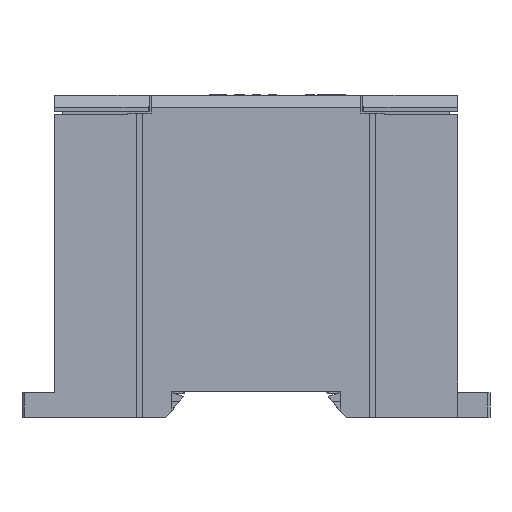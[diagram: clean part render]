
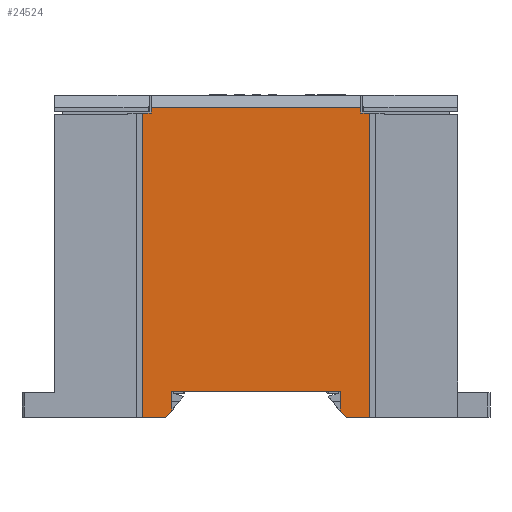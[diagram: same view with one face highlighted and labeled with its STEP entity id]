
A CAD part, left-side view. The second image highlights one B-rep face of the part: STEP entity #24524.
In plain terms, the highlighted planar face has unit normal (-1, 0, 0).
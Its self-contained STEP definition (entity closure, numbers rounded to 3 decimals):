
#48 = LINE ( 'NONE', #21113, #58869 ) ;
#293 = LINE ( 'NONE', #37564, #30092 ) ;
#508 = VERTEX_POINT ( 'NONE', #62744 ) ;
#2921 = VECTOR ( 'NONE', #25536, 1000. ) ;
#2983 = CARTESIAN_POINT ( 'NONE',  ( 0., 27.5, -79.633 ) ) ;
#3451 = DIRECTION ( 'NONE',  ( 0., 0.707, -0.707 ) ) ;
#3471 = FACE_OUTER_BOUND ( 'NONE', #35788, .T. ) ;
#4311 = ORIENTED_EDGE ( 'NONE', *, *, #55106, .T. ) ;
#6060 = VECTOR ( 'NONE', #47217, 1000. ) ;
#6197 = VERTEX_POINT ( 'NONE', #31996 ) ;
#6410 = CARTESIAN_POINT ( 'NONE',  ( 0., 78.007, -79.633 ) ) ;
#6650 = ORIENTED_EDGE ( 'NONE', *, *, #44686, .F. ) ;
#7790 = LINE ( 'NONE', #10021, #41579 ) ;
#9616 = EDGE_CURVE ( 'NONE', #40727, #39658, #59663, .T. ) ;
#10021 = CARTESIAN_POINT ( 'NONE',  ( 0., 75.807, -3. ) ) ;
#10508 = DIRECTION ( 'NONE',  ( 0., 0., 1. ) ) ;
#10590 = EDGE_CURVE ( 'NONE', #33794, #38643, #7790, .T. ) ;
#11351 = DIRECTION ( 'NONE',  ( 0., 0., -1. ) ) ;
#11963 = CARTESIAN_POINT ( 'NONE',  ( 0., 70.807, -73.263 ) ) ;
#12698 = CARTESIAN_POINT ( 'NONE',  ( 0., 72.307, -79.633 ) ) ;
#15679 = VECTOR ( 'NONE', #11351, 1000. ) ;
#16498 = LINE ( 'NONE', #36861, #6060 ) ;
#16729 = AXIS2_PLACEMENT_3D ( 'NONE', #63350, #33214, #33432 ) ;
#17547 = DIRECTION ( 'NONE',  ( 0., 0., 1. ) ) ;
#17703 = VECTOR ( 'NONE', #42307, 1000. ) ;
#19140 = CARTESIAN_POINT ( 'NONE',  ( 0., 29., -73.263 ) ) ;
#20379 = DIRECTION ( 'NONE',  ( 0., 1., 0. ) ) ;
#20748 = LINE ( 'NONE', #49521, #31146 ) ;
#20954 = VECTOR ( 'NONE', #10508, 1000. ) ;
#21113 = CARTESIAN_POINT ( 'NONE',  ( 0., 24., -4.4 ) ) ;
#23431 = VERTEX_POINT ( 'NONE', #11963 ) ;
#24062 = CARTESIAN_POINT ( 'NONE',  ( 0., 75.807, -3. ) ) ;
#24371 = CARTESIAN_POINT ( 'NONE',  ( 0., 21.8, -4.4 ) ) ;
#24524 = ADVANCED_FACE ( 'NONE', ( #3471 ), #63134, .T. ) ;
#24636 = EDGE_CURVE ( 'NONE', #39658, #23431, #41155, .T. ) ;
#24885 = ORIENTED_EDGE ( 'NONE', *, *, #47629, .F. ) ;
#25536 = DIRECTION ( 'NONE',  ( 0., 0., 1. ) ) ;
#25602 = DIRECTION ( 'NONE',  ( 0., -1., 0. ) ) ;
#26840 = CARTESIAN_POINT ( 'NONE',  ( 0., 27.5, -79.633 ) ) ;
#26886 = EDGE_CURVE ( 'NONE', #63164, #38643, #48257, .T. ) ;
#27295 = DIRECTION ( 'NONE',  ( 0., 1., 0. ) ) ;
#27503 = DIRECTION ( 'NONE',  ( 0., 1., 0. ) ) ;
#29367 = ORIENTED_EDGE ( 'NONE', *, *, #51891, .F. ) ;
#29372 = CARTESIAN_POINT ( 'NONE',  ( 0., 21.8, -79.633 ) ) ;
#29409 = ORIENTED_EDGE ( 'NONE', *, *, #66580, .F. ) ;
#29767 = LINE ( 'NONE', #6410, #17703 ) ;
#30092 = VECTOR ( 'NONE', #27503, 1000. ) ;
#30190 = ORIENTED_EDGE ( 'NONE', *, *, #26886, .F. ) ;
#30282 = LINE ( 'NONE', #29372, #2921 ) ;
#30735 = VECTOR ( 'NONE', #53937, 1000. ) ;
#31146 = VECTOR ( 'NONE', #3451, 1000. ) ;
#31996 = CARTESIAN_POINT ( 'NONE',  ( 0., 24., -4.4 ) ) ;
#32100 = VERTEX_POINT ( 'NONE', #40397 ) ;
#33214 = DIRECTION ( 'NONE',  ( -1., 0., 0. ) ) ;
#33432 = DIRECTION ( 'NONE',  ( 0., 0., 1. ) ) ;
#33794 = VERTEX_POINT ( 'NONE', #54853 ) ;
#34199 = VERTEX_POINT ( 'NONE', #24371 ) ;
#34215 = CARTESIAN_POINT ( 'NONE',  ( 0., 21.8, -79.633 ) ) ;
#35788 = EDGE_LOOP ( 'NONE', ( #50115, #53343, #30190, #24885, #29367, #45945, #29409, #64318, #57216, #36143, #6650, #52293, #4311, #66335 ) ) ;
#36143 = ORIENTED_EDGE ( 'NONE', *, *, #9616, .F. ) ;
#36861 = CARTESIAN_POINT ( 'NONE',  ( 0., 29., -78.133 ) ) ;
#37347 = CARTESIAN_POINT ( 'NONE',  ( 0., 24., -4.4 ) ) ;
#37564 = CARTESIAN_POINT ( 'NONE',  ( 0., 99.807, -79.633 ) ) ;
#37931 = VERTEX_POINT ( 'NONE', #12698 ) ;
#38643 = VERTEX_POINT ( 'NONE', #24062 ) ;
#39236 = VERTEX_POINT ( 'NONE', #34215 ) ;
#39658 = VERTEX_POINT ( 'NONE', #19140 ) ;
#40397 = CARTESIAN_POINT ( 'NONE',  ( 0., 78.007, -79.633 ) ) ;
#40727 = VERTEX_POINT ( 'NONE', #49588 ) ;
#41155 = LINE ( 'NONE', #43760, #30735 ) ;
#41579 = VECTOR ( 'NONE', #20379, 1000. ) ;
#42307 = DIRECTION ( 'NONE',  ( 0., 0., 1. ) ) ;
#42809 = VERTEX_POINT ( 'NONE', #48060 ) ;
#43384 = VECTOR ( 'NONE', #27295, 1000. ) ;
#43760 = CARTESIAN_POINT ( 'NONE',  ( 0., 70.807, -73.263 ) ) ;
#44537 = VECTOR ( 'NONE', #25602, 1000. ) ;
#44686 = EDGE_CURVE ( 'NONE', #46930, #40727, #16498, .T. ) ;
#45945 = ORIENTED_EDGE ( 'NONE', *, *, #50222, .F. ) ;
#46153 = LINE ( 'NONE', #37347, #56661 ) ;
#46883 = DIRECTION ( 'NONE',  ( 0., -1., 0. ) ) ;
#46930 = VERTEX_POINT ( 'NONE', #2983 ) ;
#47217 = DIRECTION ( 'NONE',  ( 0., 0.707, 0.707 ) ) ;
#47629 = EDGE_CURVE ( 'NONE', #42809, #63164, #47836, .T. ) ;
#47836 = LINE ( 'NONE', #61741, #44537 ) ;
#48060 = CARTESIAN_POINT ( 'NONE',  ( 0., 78.007, -4.4 ) ) ;
#48257 = LINE ( 'NONE', #51630, #20954 ) ;
#48306 = CARTESIAN_POINT ( 'NONE',  ( 0., 29., -73.263 ) ) ;
#49521 = CARTESIAN_POINT ( 'NONE',  ( 0., 72.307, -79.633 ) ) ;
#49588 = CARTESIAN_POINT ( 'NONE',  ( 0., 29., -78.133 ) ) ;
#50115 = ORIENTED_EDGE ( 'NONE', *, *, #50258, .T. ) ;
#50222 = EDGE_CURVE ( 'NONE', #37931, #32100, #293, .T. ) ;
#50258 = EDGE_CURVE ( 'NONE', #6197, #33794, #46153, .T. ) ;
#51630 = CARTESIAN_POINT ( 'NONE',  ( 0., 75.807, -4.4 ) ) ;
#51891 = EDGE_CURVE ( 'NONE', #32100, #42809, #29767, .T. ) ;
#51904 = EDGE_CURVE ( 'NONE', #39236, #46930, #57105, .T. ) ;
#52293 = ORIENTED_EDGE ( 'NONE', *, *, #51904, .F. ) ;
#53343 = ORIENTED_EDGE ( 'NONE', *, *, #10590, .T. ) ;
#53937 = DIRECTION ( 'NONE',  ( 0., 1., 0. ) ) ;
#54853 = CARTESIAN_POINT ( 'NONE',  ( 0., 24., -3. ) ) ;
#55106 = EDGE_CURVE ( 'NONE', #39236, #34199, #30282, .T. ) ;
#56661 = VECTOR ( 'NONE', #62752, 1000. ) ;
#57105 = LINE ( 'NONE', #26840, #43384 ) ;
#57216 = ORIENTED_EDGE ( 'NONE', *, *, #24636, .F. ) ;
#57480 = CARTESIAN_POINT ( 'NONE',  ( 0., 75.807, -4.4 ) ) ;
#58869 = VECTOR ( 'NONE', #46883, 1000. ) ;
#59663 = LINE ( 'NONE', #48306, #63649 ) ;
#60697 = EDGE_CURVE ( 'NONE', #23431, #508, #61485, .T. ) ;
#61485 = LINE ( 'NONE', #61892, #15679 ) ;
#61741 = CARTESIAN_POINT ( 'NONE',  ( 0., 75.807, -4.4 ) ) ;
#61892 = CARTESIAN_POINT ( 'NONE',  ( 0., 70.807, -78.133 ) ) ;
#61965 = EDGE_CURVE ( 'NONE', #6197, #34199, #48, .T. ) ;
#62744 = CARTESIAN_POINT ( 'NONE',  ( 0., 70.807, -78.133 ) ) ;
#62752 = DIRECTION ( 'NONE',  ( 0., 0., 1. ) ) ;
#63134 = PLANE ( 'NONE',  #16729 ) ;
#63164 = VERTEX_POINT ( 'NONE', #57480 ) ;
#63350 = CARTESIAN_POINT ( 'NONE',  ( 0., 0., 0. ) ) ;
#63649 = VECTOR ( 'NONE', #17547, 1000. ) ;
#64318 = ORIENTED_EDGE ( 'NONE', *, *, #60697, .F. ) ;
#66335 = ORIENTED_EDGE ( 'NONE', *, *, #61965, .F. ) ;
#66580 = EDGE_CURVE ( 'NONE', #508, #37931, #20748, .T. ) ;
